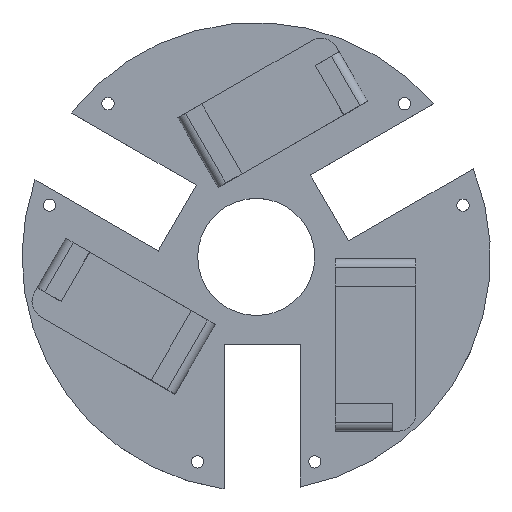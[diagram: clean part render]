
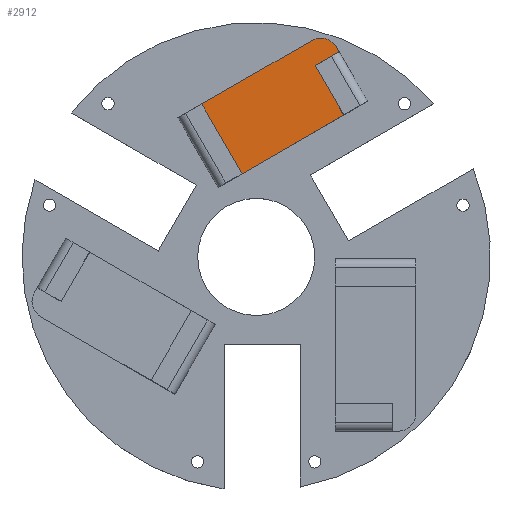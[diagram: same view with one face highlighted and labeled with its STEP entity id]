
A CAD part, top view. The second image highlights one B-rep face of the part: STEP entity #2912.
In plain terms, the highlighted planar face has unit normal (0, 0, 1).
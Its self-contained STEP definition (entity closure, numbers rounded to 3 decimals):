
#83=PLANE('',#3097);
#215=FACE_OUTER_BOUND('',#383,.T.);
#383=EDGE_LOOP('',(#2206,#2207,#2208,#2209,#2210,#2211,#2212));
#605=LINE('',#4183,#960);
#623=LINE('',#4218,#978);
#628=LINE('',#4234,#983);
#700=LINE('',#4394,#1055);
#701=LINE('',#4396,#1056);
#702=LINE('',#4397,#1057);
#960=VECTOR('',#3355,10.);
#978=VECTOR('',#3375,10.);
#983=VECTOR('',#3388,10.);
#1055=VECTOR('',#3498,10.);
#1056=VECTOR('',#3499,10.);
#1057=VECTOR('',#3500,10.);
#1283=CIRCLE('',#3098,6.);
#1378=VERTEX_POINT('',#4180);
#1379=VERTEX_POINT('',#4182);
#1395=VERTEX_POINT('',#4216);
#1401=VERTEX_POINT('',#4231);
#1402=VERTEX_POINT('',#4233);
#1471=VERTEX_POINT('',#4393);
#1472=VERTEX_POINT('',#4395);
#1661=EDGE_CURVE('',#1378,#1379,#605,.T.);
#1679=EDGE_CURVE('',#1378,#1395,#623,.T.);
#1686=EDGE_CURVE('',#1402,#1401,#628,.T.);
#1765=EDGE_CURVE('',#1471,#1401,#700,.T.);
#1766=EDGE_CURVE('',#1471,#1472,#701,.T.);
#1767=EDGE_CURVE('',#1379,#1472,#702,.T.);
#1768=EDGE_CURVE('',#1395,#1402,#1283,.T.);
#2206=ORIENTED_EDGE('',*,*,#1765,.F.);
#2207=ORIENTED_EDGE('',*,*,#1766,.T.);
#2208=ORIENTED_EDGE('',*,*,#1767,.F.);
#2209=ORIENTED_EDGE('',*,*,#1661,.F.);
#2210=ORIENTED_EDGE('',*,*,#1679,.T.);
#2211=ORIENTED_EDGE('',*,*,#1768,.T.);
#2212=ORIENTED_EDGE('',*,*,#1686,.T.);
#2912=ADVANCED_FACE('',(#215),#83,.F.);
#3097=AXIS2_PLACEMENT_3D('',#4392,#3496,#3497);
#3098=AXIS2_PLACEMENT_3D('',#4398,#3501,#3502);
#3355=DIRECTION('',(-0.866,-0.5,0.));
#3375=DIRECTION('',(-0.5,0.866,0.));
#3388=DIRECTION('',(-0.866,-0.5,0.));
#3496=DIRECTION('center_axis',(0.,0.,-1.));
#3497=DIRECTION('ref_axis',(0.5,-0.866,0.));
#3498=DIRECTION('',(-0.5,0.866,0.));
#3499=DIRECTION('',(0.866,0.5,0.));
#3500=DIRECTION('',(0.5,-0.866,0.));
#3501=DIRECTION('center_axis',(0.,0.,1.));
#3502=DIRECTION('ref_axis',(0.866,0.5,0.));
#4180=CARTESIAN_POINT('',(28.279,70.02,4.95));
#4182=CARTESIAN_POINT('',(20.138,65.32,4.95));
#4183=CARTESIAN_POINT('',(20.138,65.32,4.95));
#4216=CARTESIAN_POINT('',(27.279,71.752,4.95));
#4218=CARTESIAN_POINT('',(24.58,76.426,4.95));
#4231=CARTESIAN_POINT('',(-18.59,52.198,4.95));
#4233=CARTESIAN_POINT('',(19.082,73.948,4.95));
#4234=CARTESIAN_POINT('',(16.138,72.248,4.95));
#4392=CARTESIAN_POINT('Origin',(16.138,72.248,4.95));
#4393=CARTESIAN_POINT('',(-4.84,28.383,4.95));
#4394=CARTESIAN_POINT('',(-18.288,51.676,4.95));
#4395=CARTESIAN_POINT('',(29.888,48.433,4.95));
#4396=CARTESIAN_POINT('',(29.455,48.183,4.95));
#4397=CARTESIAN_POINT('',(16.44,71.726,4.95));
#4398=CARTESIAN_POINT('Origin',(22.082,68.752,4.95));
